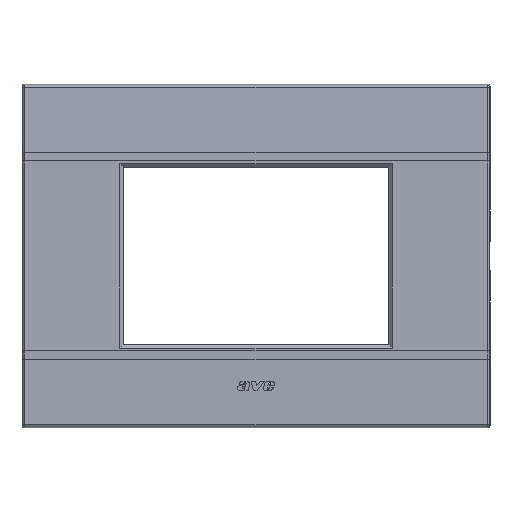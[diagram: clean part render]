
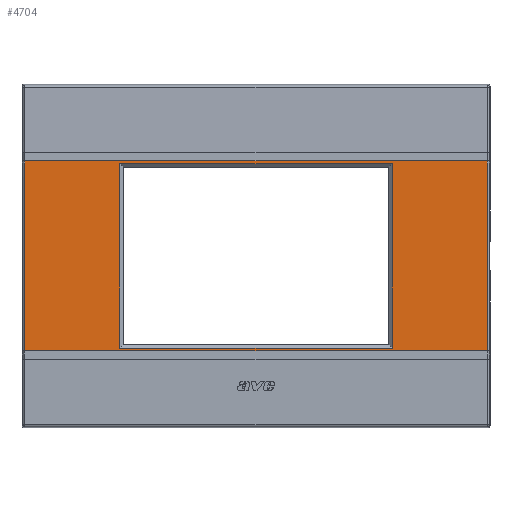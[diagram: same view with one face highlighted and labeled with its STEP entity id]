
A CAD part, top view. The second image highlights one B-rep face of the part: STEP entity #4704.
In plain terms, the highlighted planar face has unit normal (0, 0, 1).
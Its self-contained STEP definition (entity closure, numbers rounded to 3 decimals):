
#4131=CARTESIAN_POINT('Vertex',(-59.263,24.353,5.)) ;
#4134=CARTESIAN_POINT('Line Origine',(30.,24.353,5.)) ;
#4138=CARTESIAN_POINT('Vertex',(59.263,24.353,5.)) ;
#4233=CARTESIAN_POINT('Line Origine',(59.263,21.75,5.)) ;
#4237=CARTESIAN_POINT('Vertex',(59.263,-24.353,5.)) ;
#4647=CARTESIAN_POINT('Axis2P3D Location',(0.,0.,5.)) ;
#4652=CARTESIAN_POINT('Line Origine',(-59.263,0.,5.)) ;
#4656=CARTESIAN_POINT('Vertex',(-59.263,-24.353,5.)) ;
#4659=CARTESIAN_POINT('Line Origine',(0.,-24.353,5.)) ;
#4670=CARTESIAN_POINT('Line Origine',(-34.89,0.,5.)) ;
#4674=CARTESIAN_POINT('Vertex',(-34.89,-23.615,5.)) ;
#4676=CARTESIAN_POINT('Vertex',(-34.89,23.615,5.)) ;
#4679=CARTESIAN_POINT('Line Origine',(0.,23.615,5.)) ;
#4683=CARTESIAN_POINT('Vertex',(34.89,23.615,5.)) ;
#4686=CARTESIAN_POINT('Line Origine',(34.89,0.,5.)) ;
#4690=CARTESIAN_POINT('Vertex',(34.89,-23.615,5.)) ;
#4693=CARTESIAN_POINT('Line Origine',(0.,-23.615,5.)) ;
#4135=DIRECTION('Vector Direction',(1.,0.,0.)) ;
#4234=DIRECTION('Vector Direction',(0.,-1.,0.)) ;
#4648=DIRECTION('Axis2P3D Direction',(0.,0.,1.)) ;
#4649=DIRECTION('Axis2P3D XDirection',(1.,0.,0.)) ;
#4653=DIRECTION('Vector Direction',(0.,-1.,0.)) ;
#4660=DIRECTION('Vector Direction',(1.,0.,0.)) ;
#4671=DIRECTION('Vector Direction',(0.,1.,0.)) ;
#4680=DIRECTION('Vector Direction',(1.,0.,0.)) ;
#4687=DIRECTION('Vector Direction',(0.,1.,0.)) ;
#4694=DIRECTION('Vector Direction',(1.,0.,0.)) ;
#4650=AXIS2_PLACEMENT_3D('Plane Axis2P3D',#4647,#4648,#4649) ;
#4665=ORIENTED_EDGE('',*,*,#4239,.F.) ;
#4666=ORIENTED_EDGE('',*,*,#4140,.T.) ;
#4667=ORIENTED_EDGE('',*,*,#4658,.T.) ;
#4668=ORIENTED_EDGE('',*,*,#4663,.F.) ;
#4699=ORIENTED_EDGE('',*,*,#4678,.T.) ;
#4700=ORIENTED_EDGE('',*,*,#4685,.F.) ;
#4701=ORIENTED_EDGE('',*,*,#4692,.F.) ;
#4702=ORIENTED_EDGE('',*,*,#4697,.T.) ;
#4703=FACE_BOUND('',#4698,.T.) ;
#4136=VECTOR('Line Direction',#4135,1.) ;
#4235=VECTOR('Line Direction',#4234,1.) ;
#4654=VECTOR('Line Direction',#4653,1.) ;
#4661=VECTOR('Line Direction',#4660,1.) ;
#4672=VECTOR('Line Direction',#4671,1.) ;
#4681=VECTOR('Line Direction',#4680,1.) ;
#4688=VECTOR('Line Direction',#4687,1.) ;
#4695=VECTOR('Line Direction',#4694,1.) ;
#4704=ADVANCED_FACE('PartBody',(#4669,#4703),#4651,.T.) ;
#4140=EDGE_CURVE('',#4139,#4132,#4137,.F.) ;
#4239=EDGE_CURVE('',#4139,#4238,#4236,.T.) ;
#4658=EDGE_CURVE('',#4132,#4657,#4655,.T.) ;
#4663=EDGE_CURVE('',#4238,#4657,#4662,.F.) ;
#4678=EDGE_CURVE('',#4675,#4677,#4673,.T.) ;
#4685=EDGE_CURVE('',#4684,#4677,#4682,.F.) ;
#4692=EDGE_CURVE('',#4691,#4684,#4689,.T.) ;
#4697=EDGE_CURVE('',#4691,#4675,#4696,.F.) ;
#4664=EDGE_LOOP('',(#4665,#4666,#4667,#4668)) ;
#4698=EDGE_LOOP('',(#4699,#4700,#4701,#4702)) ;
#4669=FACE_OUTER_BOUND('',#4664,.T.) ;
#4137=LINE('Line',#4134,#4136) ;
#4236=LINE('Line',#4233,#4235) ;
#4655=LINE('Line',#4652,#4654) ;
#4662=LINE('Line',#4659,#4661) ;
#4673=LINE('Line',#4670,#4672) ;
#4682=LINE('Line',#4679,#4681) ;
#4689=LINE('Line',#4686,#4688) ;
#4696=LINE('Line',#4693,#4695) ;
#4651=PLANE('',#4650) ;
#4132=VERTEX_POINT('',#4131) ;
#4139=VERTEX_POINT('',#4138) ;
#4238=VERTEX_POINT('',#4237) ;
#4657=VERTEX_POINT('',#4656) ;
#4675=VERTEX_POINT('',#4674) ;
#4677=VERTEX_POINT('',#4676) ;
#4684=VERTEX_POINT('',#4683) ;
#4691=VERTEX_POINT('',#4690) ;
